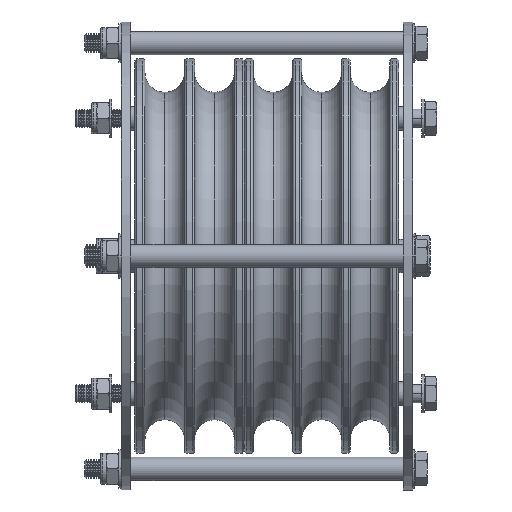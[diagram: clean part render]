
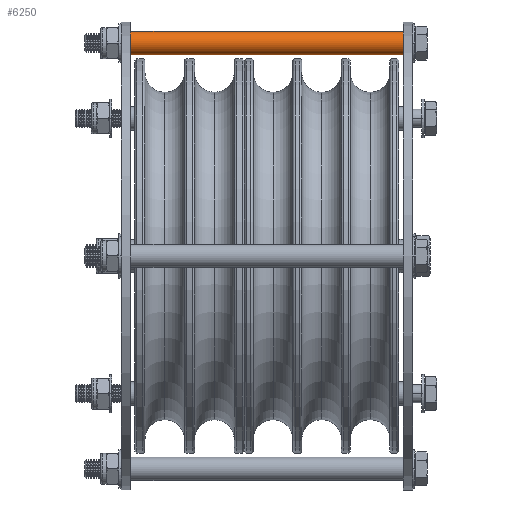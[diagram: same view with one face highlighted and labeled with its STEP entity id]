
A CAD part, front view. The second image highlights one B-rep face of the part: STEP entity #6250.
In plain terms, the highlighted cylindrical face has radius 6.35 mm (diameter 12.7 mm), a partial arc.
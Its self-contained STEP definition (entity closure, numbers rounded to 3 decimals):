
#5117 = DIRECTION ( 'NONE',  ( -1., 0., 0. ) ) ;
#6250 = ADVANCED_FACE ( 'NONE', ( #51728 ), #31485, .T. ) ;
#13719 = EDGE_CURVE ( 'NONE', #58889, #62389, #48220, .T. ) ;
#14768 = AXIS2_PLACEMENT_3D ( 'NONE', #34397, #63018, #5117 ) ;
#15792 = VERTEX_POINT ( 'NONE', #55353 ) ;
#16928 = VECTOR ( 'NONE', #54337, 1000. ) ;
#17656 = CARTESIAN_POINT ( 'NONE',  ( 0., 0., 74.5 ) ) ;
#17802 = VERTEX_POINT ( 'NONE', #61289 ) ;
#20755 = CARTESIAN_POINT ( 'NONE',  ( -6.35, 0., -74.5 ) ) ;
#22043 = CARTESIAN_POINT ( 'NONE',  ( 6.35, 0., 74.5 ) ) ;
#23546 = DIRECTION ( 'NONE',  ( 1., 0., 0. ) ) ;
#28244 = EDGE_LOOP ( 'NONE', ( #69442, #69560, #28631, #61751 ) ) ;
#28631 = ORIENTED_EDGE ( 'NONE', *, *, #68994, .T. ) ;
#31485 = CYLINDRICAL_SURFACE ( 'NONE', #14768, 6.35 ) ;
#33760 = CARTESIAN_POINT ( 'NONE',  ( 0., 0., -74.5 ) ) ;
#34397 = CARTESIAN_POINT ( 'NONE',  ( 0., 0., 74.5 ) ) ;
#35825 = AXIS2_PLACEMENT_3D ( 'NONE', #17656, #53173, #23546 ) ;
#37216 = CIRCLE ( 'NONE', #35825, 6.35 ) ;
#39441 = DIRECTION ( 'NONE',  ( 0., 0., 1. ) ) ;
#45746 = LINE ( 'NONE', #22043, #66006 ) ;
#48116 = CARTESIAN_POINT ( 'NONE',  ( -6.35, 0., 74.5 ) ) ;
#48220 = LINE ( 'NONE', #48116, #16928 ) ;
#51728 = FACE_OUTER_BOUND ( 'NONE', #28244, .T. ) ;
#53173 = DIRECTION ( 'NONE',  ( 0., 0., 1. ) ) ;
#54337 = DIRECTION ( 'NONE',  ( 0., 0., -1. ) ) ;
#55353 = CARTESIAN_POINT ( 'NONE',  ( 6.35, 0., 74.5 ) ) ;
#56231 = EDGE_CURVE ( 'NONE', #15792, #17802, #45746, .T. ) ;
#56569 = DIRECTION ( 'NONE',  ( 0., 0., -1. ) ) ;
#56926 = AXIS2_PLACEMENT_3D ( 'NONE', #33760, #39441, #73992 ) ;
#58889 = VERTEX_POINT ( 'NONE', #66594 ) ;
#61289 = CARTESIAN_POINT ( 'NONE',  ( 6.35, 0., -74.5 ) ) ;
#61751 = ORIENTED_EDGE ( 'NONE', *, *, #13719, .F. ) ;
#62389 = VERTEX_POINT ( 'NONE', #20755 ) ;
#62408 = CIRCLE ( 'NONE', #56926, 6.35 ) ;
#63018 = DIRECTION ( 'NONE',  ( 0., 0., -1. ) ) ;
#66006 = VECTOR ( 'NONE', #56569, 1000. ) ;
#66594 = CARTESIAN_POINT ( 'NONE',  ( -6.35, 0., 74.5 ) ) ;
#68994 = EDGE_CURVE ( 'NONE', #17802, #62389, #62408, .T. ) ;
#69442 = ORIENTED_EDGE ( 'NONE', *, *, #72611, .F. ) ;
#69560 = ORIENTED_EDGE ( 'NONE', *, *, #56231, .T. ) ;
#72611 = EDGE_CURVE ( 'NONE', #15792, #58889, #37216, .T. ) ;
#73992 = DIRECTION ( 'NONE',  ( 1., 0., 0. ) ) ;
